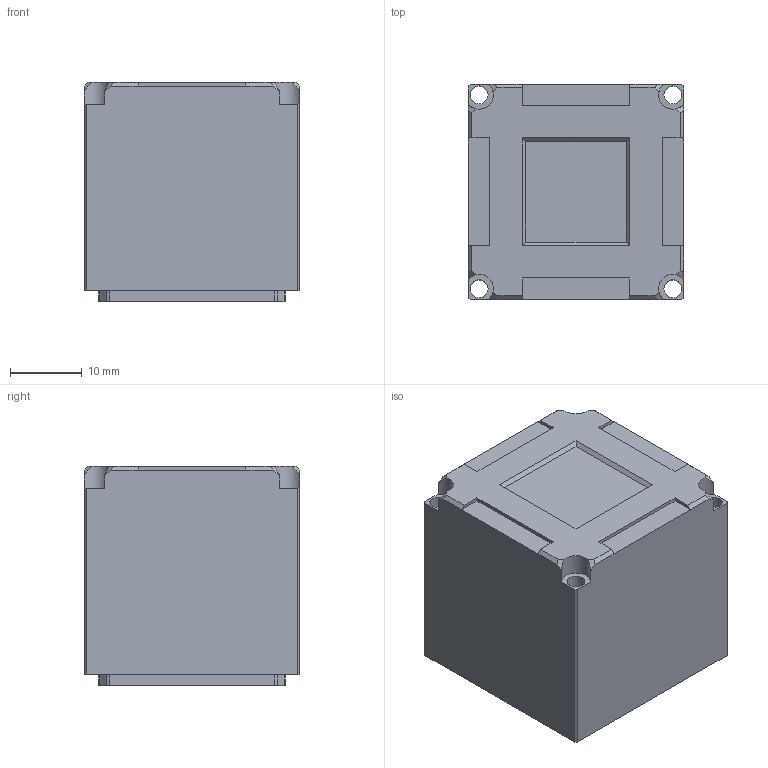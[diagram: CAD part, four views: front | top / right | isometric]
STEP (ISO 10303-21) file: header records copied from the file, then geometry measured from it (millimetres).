
FILE_DESCRIPTION(/* description */ (''),/* implementation_level */ '2;1');
FILE_NAME(/* name */ 'MNT_STM v16.step',/* time_stamp */ '2021-08-26T14:22:20+02:00',/* author */ (''),/* organization */ (''),/* preprocessor_version */ 'ST-DEVELOPER v18.1',/* originating_system */ 'Autodesk Translation Framework v10.9.0.1377',/* authorisation */ '');
FILE_SCHEMA (('AUTOMOTIVE_DESIGN { 1 0 10303 214 3 1 1 }'));
Length unit declared in the file: millimetre
Products named in the file (1): MNT_STM
Bounding box: 30 x 30 x 30.5 mm (x, y, z)
Volume: 10994.6 mm3; surface area: 8602.1 mm2
Topology: 1 solids, 1 shells, 93 faces, 256 edges, 168 vertices
Faces by surface type: plane 69, cylinder 24
Full cylindrical faces by diameter (mm): 2.5 x4
Entity records: 2991 total; most frequent: CARTESIAN_POINT 518, ORIENTED_EDGE 512, DIRECTION 500, EDGE_CURVE 256, LINE 200, VECTOR 200, VERTEX_POINT 168, AXIS2_PLACEMENT_3D 150
